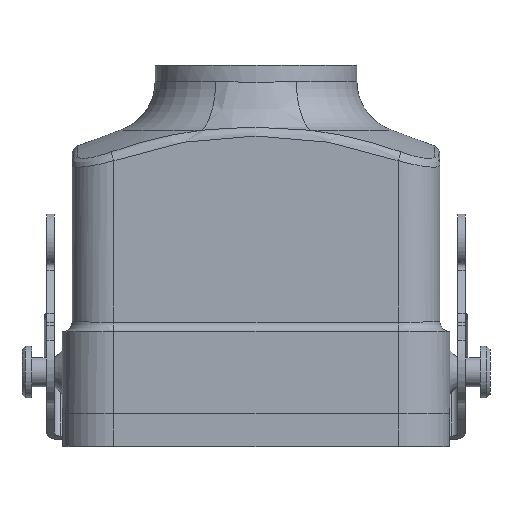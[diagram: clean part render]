
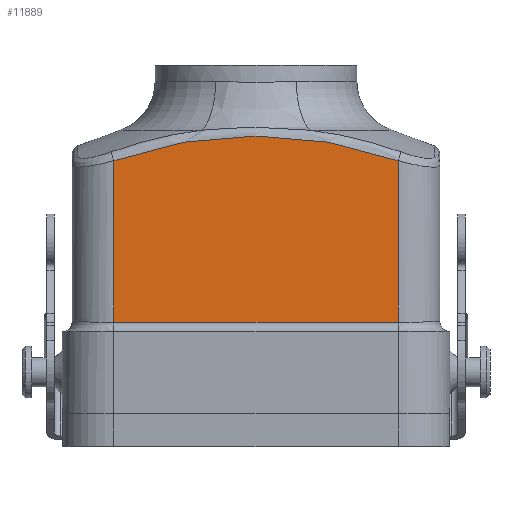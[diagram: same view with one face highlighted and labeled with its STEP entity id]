
A CAD part, top view. The second image highlights one B-rep face of the part: STEP entity #11889.
In plain terms, the highlighted planar face has unit normal (0, 0, 1).
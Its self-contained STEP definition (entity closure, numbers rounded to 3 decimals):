
#1863 = VECTOR ( 'NONE', #4355, 1000. ) ;
#1978 = VECTOR ( 'NONE', #2317, 1000. ) ;
#2317 = DIRECTION ( 'NONE',  ( 0., -1., 0. ) ) ;
#2336 = CARTESIAN_POINT ( 'NONE',  ( 22., 33.5, 20.5 ) ) ;
#3609 = LINE ( 'NONE', #4346, #1863 ) ;
#3649 = LINE ( 'NONE', #2336, #1978 ) ;
#3866 = CARTESIAN_POINT ( 'NONE',  ( 22., 14.229, 20.5 ) ) ;
#4239 = DIRECTION ( 'NONE',  ( -1., 0., 0. ) ) ;
#4241 = DIRECTION ( 'NONE',  ( 0., 0., -1. ) ) ;
#4310 = CARTESIAN_POINT ( 'NONE',  ( 22., 33.5, 20.5 ) ) ;
#4311 = PLANE ( 'NONE',  #10294 ) ;
#4346 = CARTESIAN_POINT ( 'NONE',  ( 22., 14.229, 20.5 ) ) ;
#4355 = DIRECTION ( 'NONE',  ( 1., 0., 0. ) ) ;
#4756 = CARTESIAN_POINT ( 'NONE',  ( -22., 33.5, 20.5 ) ) ;
#4758 = DIRECTION ( 'NONE',  ( 0., -1., 0. ) ) ;
#5301 = CARTESIAN_POINT ( 'NONE',  ( 0., -22.252, 20.5 ) ) ;
#5310 = DIRECTION ( 'NONE',  ( -1., 0., 0. ) ) ;
#5311 = DIRECTION ( 'NONE',  ( 0., 0., 1. ) ) ;
#5594 = VERTEX_POINT ( 'NONE', #3866 ) ;
#5645 = EDGE_LOOP ( 'NONE', ( #11235, #11237, #11236, #11238 ) ) ;
#5889 = VERTEX_POINT ( 'NONE', #7988 ) ;
#5890 = VERTEX_POINT ( 'NONE', #7986 ) ;
#5895 = VERTEX_POINT ( 'NONE', #7973 ) ;
#6436 = EDGE_CURVE ( 'NONE', #5889, #5594, #3649, .T. ) ;
#6555 = EDGE_CURVE ( 'NONE', #5890, #5594, #3609, .T. ) ;
#6603 = EDGE_CURVE ( 'NONE', #5889, #5895, #10164, .T. ) ;
#6644 = EDGE_CURVE ( 'NONE', #5895, #5890, #10569, .T. ) ;
#7973 = CARTESIAN_POINT ( 'NONE',  ( -22., 39.224, 20.5 ) ) ;
#7986 = CARTESIAN_POINT ( 'NONE',  ( -22., 14.229, 20.5 ) ) ;
#7988 = CARTESIAN_POINT ( 'NONE',  ( 22., 39.224, 20.5 ) ) ;
#10164 = CIRCLE ( 'NONE', #10512, 65.294 ) ;
#10294 = AXIS2_PLACEMENT_3D ( 'NONE', #4310, #4241, #4239 ) ;
#10426 = VECTOR ( 'NONE', #4758, 1000. ) ;
#10512 = AXIS2_PLACEMENT_3D ( 'NONE', #5301, #5311, #5310 ) ;
#10569 = LINE ( 'NONE', #4756, #10426 ) ;
#10611 = FACE_OUTER_BOUND ( 'NONE', #5645, .T. ) ;
#11235 = ORIENTED_EDGE ( 'NONE', *, *, #6644, .T. ) ;
#11236 = ORIENTED_EDGE ( 'NONE', *, *, #6436, .F. ) ;
#11237 = ORIENTED_EDGE ( 'NONE', *, *, #6555, .T. ) ;
#11238 = ORIENTED_EDGE ( 'NONE', *, *, #6603, .T. ) ;
#11889 = ADVANCED_FACE ( 'NONE', ( #10611 ), #4311, .F. ) ;
